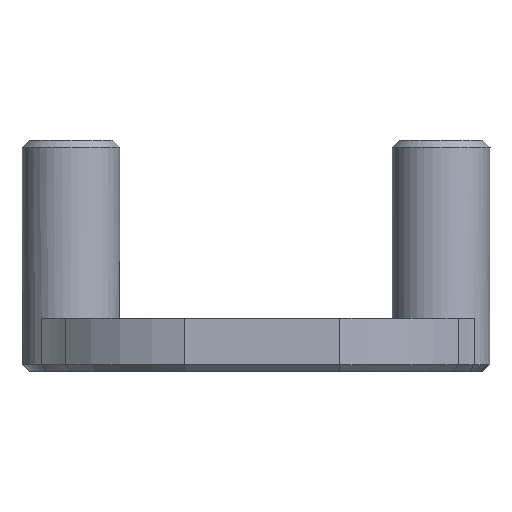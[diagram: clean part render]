
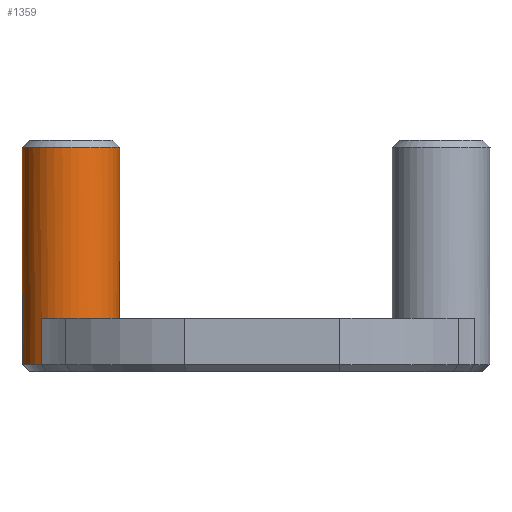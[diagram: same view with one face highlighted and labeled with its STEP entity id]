
A CAD part, left-side view. The second image highlights one B-rep face of the part: STEP entity #1359.
In plain terms, the highlighted cylindrical face has radius 2.75 mm (diameter 5.5 mm), a full revolution.
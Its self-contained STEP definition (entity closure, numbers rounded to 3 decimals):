
#38=CYLINDRICAL_SURFACE('',#1501,2.75);
#118=FACE_OUTER_BOUND('',#204,.T.);
#204=EDGE_LOOP('',(#1019,#1020,#1021,#1022,#1023,#1024,#1025,#1026));
#284=CIRCLE('',#1451,2.75);
#315=CIRCLE('',#1502,2.75);
#316=CIRCLE('',#1503,2.75);
#317=CIRCLE('',#1504,2.75);
#416=LINE('',#2271,#512);
#417=LINE('',#2277,#513);
#418=LINE('',#2280,#514);
#512=VECTOR('',#1801,10.);
#513=VECTOR('',#1808,2.75);
#514=VECTOR('',#1811,10.);
#594=VERTEX_POINT('',#2172);
#597=VERTEX_POINT('',#2177);
#622=VERTEX_POINT('',#2270);
#623=VERTEX_POINT('',#2274);
#624=VERTEX_POINT('',#2276);
#625=VERTEX_POINT('',#2279);
#728=EDGE_CURVE('',#597,#594,#284,.T.);
#776=EDGE_CURVE('',#594,#622,#416,.T.);
#778=EDGE_CURVE('',#623,#623,#315,.T.);
#779=EDGE_CURVE('',#623,#624,#417,.T.);
#780=EDGE_CURVE('',#624,#622,#316,.T.);
#781=EDGE_CURVE('',#625,#597,#418,.T.);
#782=EDGE_CURVE('',#625,#624,#317,.T.);
#1019=ORIENTED_EDGE('',*,*,#778,.F.);
#1020=ORIENTED_EDGE('',*,*,#779,.T.);
#1021=ORIENTED_EDGE('',*,*,#780,.T.);
#1022=ORIENTED_EDGE('',*,*,#776,.F.);
#1023=ORIENTED_EDGE('',*,*,#728,.F.);
#1024=ORIENTED_EDGE('',*,*,#781,.F.);
#1025=ORIENTED_EDGE('',*,*,#782,.T.);
#1026=ORIENTED_EDGE('',*,*,#779,.F.);
#1359=ADVANCED_FACE('',(#118),#38,.T.);
#1451=AXIS2_PLACEMENT_3D('',#2179,#1685,#1686);
#1501=AXIS2_PLACEMENT_3D('',#2273,#1804,#1805);
#1502=AXIS2_PLACEMENT_3D('',#2275,#1806,#1807);
#1503=AXIS2_PLACEMENT_3D('',#2278,#1809,#1810);
#1504=AXIS2_PLACEMENT_3D('',#2281,#1812,#1813);
#1685=DIRECTION('center_axis',(0.,0.,
-1.));
#1686=DIRECTION('ref_axis',(-1.,0.,0.));
#1801=DIRECTION('',(0.,0.,1.));
#1804=DIRECTION('center_axis',(0.,0.,1.));
#1805=DIRECTION('ref_axis',(1.,0.,0.));
#1806=DIRECTION('center_axis',(0.,0.,1.));
#1807=DIRECTION('ref_axis',(1.,0.,0.));
#1808=DIRECTION('',(0.,0.,-1.));
#1809=DIRECTION('center_axis',(0.,0.,
1.));
#1810=DIRECTION('ref_axis',(1.,0.,0.));
#1811=DIRECTION('',(0.,0.,-1.));
#1812=DIRECTION('center_axis',(0.,0.,
1.));
#1813=DIRECTION('ref_axis',(1.,0.,0.));
#2172=CARTESIAN_POINT('',(-23.179,43.984,14.433));
#2177=CARTESIAN_POINT('',(-27.355,43.723,14.433));
#2179=CARTESIAN_POINT('Origin',(-25.156,42.073,14.433));
#2270=CARTESIAN_POINT('',(-23.179,43.984,17.033));
#2271=CARTESIAN_POINT('',(-23.179,43.984,19.033));
#2273=CARTESIAN_POINT('Origin',(-25.156,42.073,19.033));
#2274=CARTESIAN_POINT('',(-27.906,42.073,26.633));
#2275=CARTESIAN_POINT('Origin',(-25.156,42.073,26.633));
#2276=CARTESIAN_POINT('',(-27.906,42.073,17.033));
#2277=CARTESIAN_POINT('',(-27.906,42.073,19.033));
#2278=CARTESIAN_POINT('Origin',(-25.156,42.073,17.033));
#2279=CARTESIAN_POINT('',(-27.355,43.723,17.033));
#2280=CARTESIAN_POINT('',(-27.355,43.723,19.033));
#2281=CARTESIAN_POINT('Origin',(-25.156,42.073,17.033));
